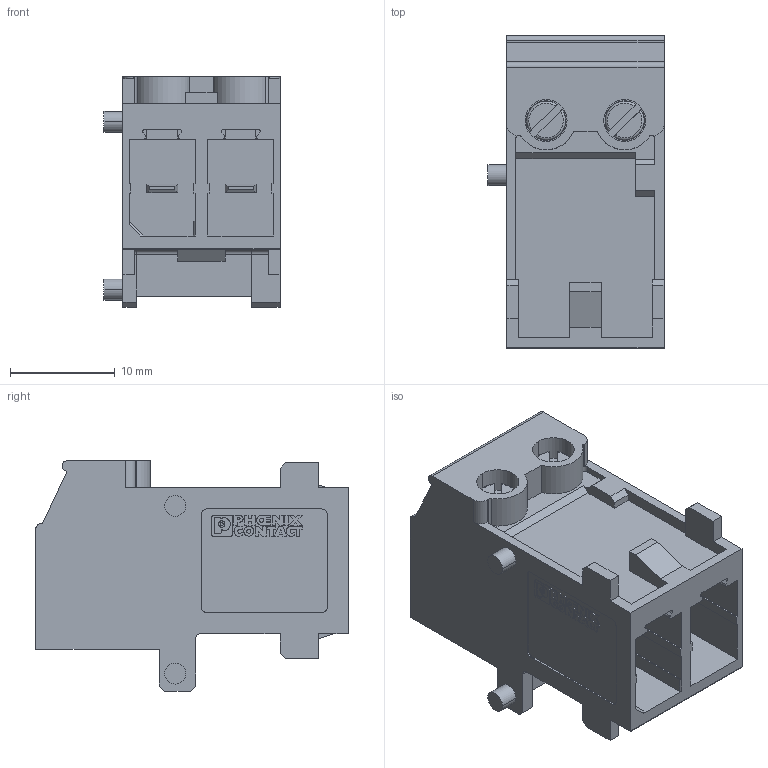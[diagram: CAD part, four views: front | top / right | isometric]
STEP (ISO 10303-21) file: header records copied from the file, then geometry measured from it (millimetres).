
FILE_DESCRIPTION(('Creo Elements/Direct Modeling STEP Export'),'2;1');
FILE_NAME('model.stp','2020-06-22T11:14:28',(''),(''),'Creo Elements/Direct Modeling STEP processor for AP214 (Solid Model)','Creo Elements/Direct Modeling 20.1A 29-Sep-2018 (C) Parametric Technology GmbH','');
FILE_SCHEMA(('AUTOMOTIVE_DESIGN { 1 0 10303 214 1 1 1 1 }'));
Length unit declared in the file: millimetre
Products named in the file (2): VC-AMS-2; VC-AMS2
Assembly tree (1 placements, depth 2):
  VC-AMS2
    VC-AMS-2
Bounding box: 16.8 x 29.8 x 22 mm (x, y, z)
Volume: 4064 mm3; surface area: 4456.8 mm2
Topology: 1 solids, 1 shells, 420 faces, 1129 edges, 750 vertices
Faces by surface type: plane 339, cylinder 40, extrusion 33, cone 4, torus 4
Entity records: 17572 total; most frequent: CARTESIAN_POINT 3952, ORIENTED_EDGE 2258, DIRECTION 1825, EDGE_CURVE 1129, VECTOR 969, LINE 936, VERTEX_POINT 750, EDGE_LOOP 459
